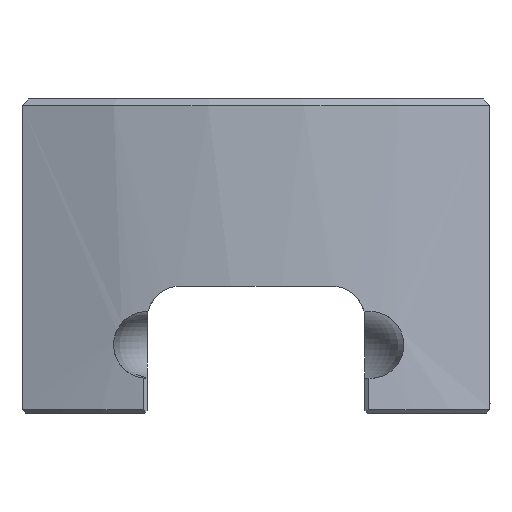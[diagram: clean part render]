
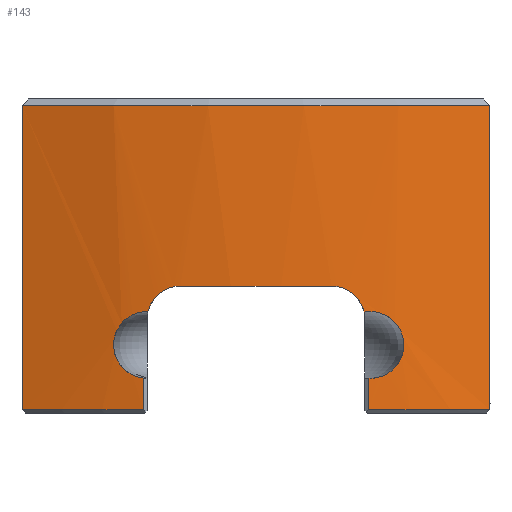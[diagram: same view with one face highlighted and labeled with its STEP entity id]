
A CAD part, left-side view. The second image highlights one B-rep face of the part: STEP entity #143.
In plain terms, the highlighted cylindrical face has radius 95 mm (diameter 190 mm), a partial arc.
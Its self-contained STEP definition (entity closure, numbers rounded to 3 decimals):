
#68=CYLINDRICAL_SURFACE('',#1270,95.);
#87=B_SPLINE_CURVE_WITH_KNOTS('',3,(#1900,#1901,#1902,#1903,#1904,#1905,
#1906,#1907,#1908,#1909),.UNSPECIFIED.,.F.,.F.,(4,2,2,2,4),(0.,0.25,0.5,
0.75,1.),.UNSPECIFIED.);
#91=B_SPLINE_CURVE_WITH_KNOTS('',3,(#1947,#1948,#1949,#1950,#1951,#1952,
#1953,#1954,#1955,#1956),.UNSPECIFIED.,.F.,.F.,(4,2,2,2,4),(0.,0.25,0.5,
0.75,1.),.UNSPECIFIED.);
#94=B_SPLINE_CURVE_WITH_KNOTS('',3,(#1989,#1990,#1991,#1992,#1993,#1994),
 .UNSPECIFIED.,.F.,.F.,(4,2,4),(0.,0.5,1.),.UNSPECIFIED.);
#99=B_SPLINE_CURVE_WITH_KNOTS('',3,(#2044,#2045,#2046,#2047,#2048,#2049),
 .UNSPECIFIED.,.F.,.F.,(4,2,4),(0.,0.5,1.),.UNSPECIFIED.);
#143=ADVANCED_FACE('',(#246),#68,.T.);
#246=FACE_OUTER_BOUND('',#311,.T.);
#311=EDGE_LOOP('',(#556,#557,#558,#559,#560,#561,#562,#563,#564,#565,#566,
#567));
#363=CIRCLE('',#1256,95.);
#369=CIRCLE('',#1266,95.);
#370=CIRCLE('',#1268,95.);
#371=CIRCLE('',#1269,95.);
#556=ORIENTED_EDGE('',*,*,#947,.T.);
#557=ORIENTED_EDGE('',*,*,#910,.T.);
#558=ORIENTED_EDGE('',*,*,#948,.T.);
#559=ORIENTED_EDGE('',*,*,#949,.F.);
#560=ORIENTED_EDGE('',*,*,#907,.T.);
#561=ORIENTED_EDGE('',*,*,#946,.F.);
#562=ORIENTED_EDGE('',*,*,#853,.F.);
#563=ORIENTED_EDGE('',*,*,#950,.F.);
#564=ORIENTED_EDGE('',*,*,#951,.T.);
#565=ORIENTED_EDGE('',*,*,#917,.T.);
#566=ORIENTED_EDGE('',*,*,#931,.T.);
#567=ORIENTED_EDGE('',*,*,#933,.T.);
#738=VERTEX_POINT('',#1690);
#742=VERTEX_POINT('',#1707);
#778=VERTEX_POINT('',#1877);
#782=VERTEX_POINT('',#1893);
#784=VERTEX_POINT('',#1899);
#785=VERTEX_POINT('',#1910);
#789=VERTEX_POINT('',#1946);
#790=VERTEX_POINT('',#1957);
#798=VERTEX_POINT('',#1988);
#800=VERTEX_POINT('',#1998);
#807=VERTEX_POINT('',#2051);
#808=VERTEX_POINT('',#2054);
#853=EDGE_CURVE('',#738,#742,#1014,.T.);
#907=EDGE_CURVE('',#778,#782,#1048,.T.);
#910=EDGE_CURVE('',#785,#784,#87,.T.);
#917=EDGE_CURVE('',#790,#789,#91,.T.);
#931=EDGE_CURVE('',#789,#798,#94,.T.);
#933=EDGE_CURVE('',#798,#800,#363,.T.);
#946=EDGE_CURVE('',#742,#782,#369,.T.);
#947=EDGE_CURVE('',#800,#785,#99,.T.);
#948=EDGE_CURVE('',#784,#807,#1064,.T.);
#949=EDGE_CURVE('',#778,#807,#370,.T.);
#950=EDGE_CURVE('',#808,#738,#371,.T.);
#951=EDGE_CURVE('',#808,#790,#1065,.T.);
#1014=LINE('',#1706,#1111);
#1048=LINE('',#1894,#1145);
#1064=LINE('',#2050,#1161);
#1065=LINE('',#2055,#1162);
#1111=VECTOR('',#1373,1.);
#1145=VECTOR('',#1453,1.);
#1161=VECTOR('',#1517,1.);
#1162=VECTOR('',#1522,1.);
#1256=AXIS2_PLACEMENT_3D('',#1999,#1490,#1491);
#1266=AXIS2_PLACEMENT_3D('',#2042,#1513,#1514);
#1268=AXIS2_PLACEMENT_3D('',#2052,#1518,#1519);
#1269=AXIS2_PLACEMENT_3D('',#2053,#1520,#1521);
#1270=AXIS2_PLACEMENT_3D('',#2056,#1523,#1524);
#1373=DIRECTION('',(0.,0.,1.));
#1453=DIRECTION('',(0.,0.,1.));
#1490=DIRECTION('',(0.,0.,1.));
#1491=DIRECTION('',(-1.,0.,0.));
#1513=DIRECTION('',(0.,0.,1.));
#1514=DIRECTION('',(-0.93,0.368,0.));
#1517=DIRECTION('',(0.,0.,-1.));
#1518=DIRECTION('',(0.,0.,-1.));
#1519=DIRECTION('',(-0.93,-0.368,0.));
#1520=DIRECTION('',(0.,0.,-1.));
#1521=DIRECTION('',(-0.984,0.178,0.));
#1522=DIRECTION('',(0.,0.,1.));
#1523=DIRECTION('',(0.,0.,1.));
#1524=DIRECTION('',(-1.,0.,0.));
#1690=CARTESIAN_POINT('',(-165.318,35.,-46.5));
#1706=CARTESIAN_POINT('',(-165.318,35.,-46.5));
#1707=CARTESIAN_POINT('',(-165.318,35.,-1.));
#1877=CARTESIAN_POINT('',(-165.318,-35.,-46.5));
#1893=CARTESIAN_POINT('',(-165.318,-35.,-1.));
#1894=CARTESIAN_POINT('',(-165.318,-35.,-46.5));
#1899=CARTESIAN_POINT('',(-170.487,-16.889,-41.796));
#1900=CARTESIAN_POINT('',(-170.613,-16.174,-31.886));
#1901=CARTESIAN_POINT('',(-170.373,-17.563,-31.625));
#1902=CARTESIAN_POINT('',(-170.082,-19.024,-31.98));
#1903=CARTESIAN_POINT('',(-169.602,-21.238,-33.668));
#1904=CARTESIAN_POINT('',(-169.422,-21.981,-35.008));
#1905=CARTESIAN_POINT('',(-169.372,-22.192,-37.855));
#1906=CARTESIAN_POINT('',(-169.506,-21.65,-39.3));
#1907=CARTESIAN_POINT('',(-169.941,-19.695,-41.296));
#1908=CARTESIAN_POINT('',(-170.232,-18.298,-41.855));
#1909=CARTESIAN_POINT('',(-170.487,-16.889,-41.796));
#1910=CARTESIAN_POINT('',(-170.613,-16.174,-31.886));
#1946=CARTESIAN_POINT('',(-170.616,16.154,-31.802));
#1947=CARTESIAN_POINT('',(-170.487,16.889,-41.765));
#1948=CARTESIAN_POINT('',(-170.258,18.156,-41.615));
#1949=CARTESIAN_POINT('',(-170.015,19.334,-40.973));
#1950=CARTESIAN_POINT('',(-169.663,20.959,-39.016));
#1951=CARTESIAN_POINT('',(-169.563,21.381,-37.702));
#1952=CARTESIAN_POINT('',(-169.606,21.191,-35.153));
#1953=CARTESIAN_POINT('',(-169.749,20.58,-33.92));
#1954=CARTESIAN_POINT('',(-170.149,18.686,-32.226));
#1955=CARTESIAN_POINT('',(-170.396,17.431,-31.765));
#1956=CARTESIAN_POINT('',(-170.616,16.154,-31.802));
#1957=CARTESIAN_POINT('',(-170.487,16.889,-41.765));
#1988=CARTESIAN_POINT('',(-171.326,11.3,-28.));
#1989=CARTESIAN_POINT('',(-170.616,16.154,-31.802));
#1990=CARTESIAN_POINT('',(-170.663,15.885,-30.711));
#1991=CARTESIAN_POINT('',(-170.771,15.257,-29.747));
#1992=CARTESIAN_POINT('',(-171.04,13.5,-28.373));
#1993=CARTESIAN_POINT('',(-171.192,12.416,-28.));
#1994=CARTESIAN_POINT('',(-171.326,11.3,-28.));
#1998=CARTESIAN_POINT('',(-171.326,-11.3,-28.));
#1999=CARTESIAN_POINT('',(-77.,0.,-28.));
#2042=CARTESIAN_POINT('',(-77.,0.,-1.));
#2044=CARTESIAN_POINT('',(-171.326,-11.3,-28.));
#2045=CARTESIAN_POINT('',(-171.19,-12.431,-28.));
#2046=CARTESIAN_POINT('',(-171.036,-13.527,-28.383));
#2047=CARTESIAN_POINT('',(-170.765,-15.295,-29.789));
#2048=CARTESIAN_POINT('',(-170.657,-15.921,-30.776));
#2049=CARTESIAN_POINT('',(-170.613,-16.174,-31.886));
#2050=CARTESIAN_POINT('',(-170.487,-16.889,-41.8));
#2051=CARTESIAN_POINT('',(-170.487,-16.889,-46.5));
#2052=CARTESIAN_POINT('',(-77.,0.,-46.5));
#2053=CARTESIAN_POINT('',(-77.,0.,-46.5));
#2054=CARTESIAN_POINT('',(-170.487,16.889,-46.5));
#2055=CARTESIAN_POINT('',(-170.487,16.889,-46.5));
#2056=CARTESIAN_POINT('',(-77.,0.,-47.));
